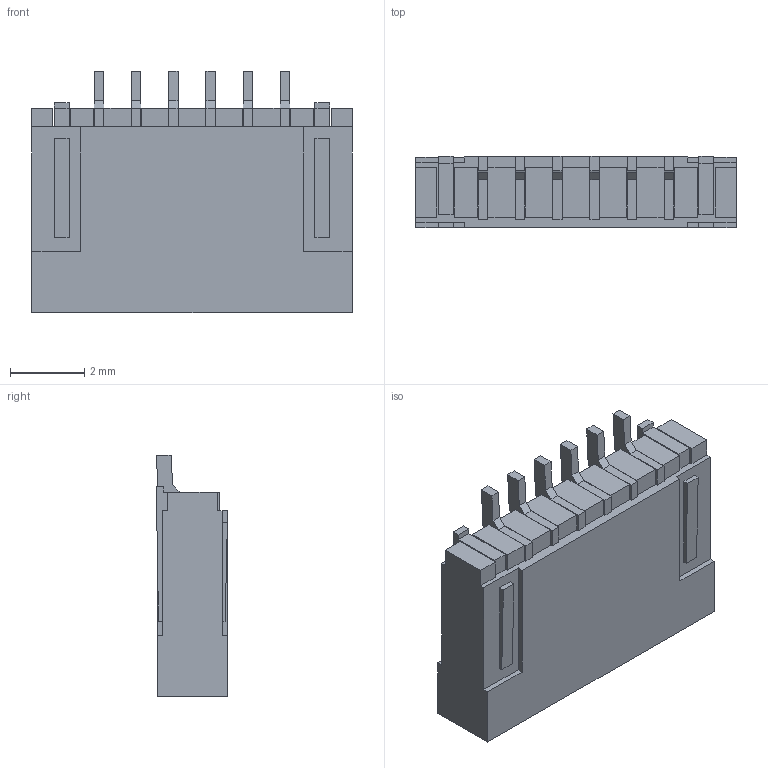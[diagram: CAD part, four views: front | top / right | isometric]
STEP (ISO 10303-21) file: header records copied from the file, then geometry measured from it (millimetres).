
FILE_DESCRIPTION(('STEP AP214'),'1');
FILE_NAME('hfw6r1ste1lf.stp','2014-03-24T19:37:07',('TraceParts'),('TraceParts S.A.'),'XStep 1.0',' ',' ');
FILE_SCHEMA(('automotive_design'));
Length unit declared in the file: millimetre
Products named in the file (1): HFW_R-1ST_LF
Bounding box: 8.6 x 1.92 x 6.5 mm (x, y, z)
Volume: 74.9 mm3; surface area: 239.9 mm2
Topology: 1 solids, 1 shells, 186 faces, 504 edges, 336 vertices
Faces by surface type: plane 186
Entity records: 5743 total; most frequent: CARTESIAN_POINT 1027, ORIENTED_EDGE 1008, DIRECTION 878, EDGE_CURVE 504, LINE 504, VECTOR 504, VERTEX_POINT 336, EDGE_LOOP 202
